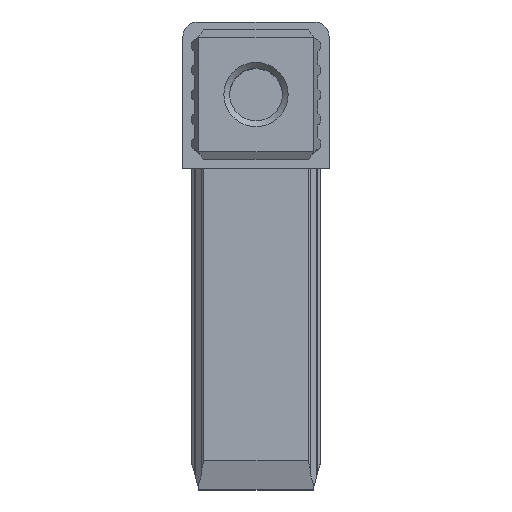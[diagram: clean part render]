
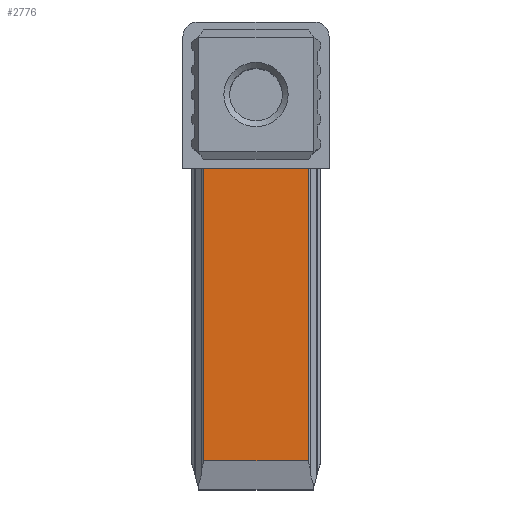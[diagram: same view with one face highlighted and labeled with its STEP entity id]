
A CAD part, top view. The second image highlights one B-rep face of the part: STEP entity #2776.
In plain terms, the highlighted planar face has unit normal (0, 0, 1).
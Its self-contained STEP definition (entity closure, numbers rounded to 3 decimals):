
#109=PLANE('',#2953);
#257=FACE_OUTER_BOUND('',#402,.T.);
#402=EDGE_LOOP('',(#2507,#2508,#2509,#2510));
#511=LINE('',#3865,#892);
#688=LINE('',#4215,#1069);
#790=LINE('',#4416,#1171);
#791=LINE('',#4418,#1172);
#892=VECTOR('',#3130,10.);
#1069=VECTOR('',#3381,10.);
#1171=VECTOR('',#3573,10.);
#1172=VECTOR('',#3576,10.);
#1292=VERTEX_POINT('',#3862);
#1293=VERTEX_POINT('',#3864);
#1428=VERTEX_POINT('',#4212);
#1429=VERTEX_POINT('',#4214);
#1567=EDGE_CURVE('',#1292,#1293,#511,.T.);
#1744=EDGE_CURVE('',#1428,#1429,#688,.T.);
#1846=EDGE_CURVE('',#1292,#1429,#790,.T.);
#1847=EDGE_CURVE('',#1293,#1428,#791,.T.);
#2507=ORIENTED_EDGE('',*,*,#1744,.F.);
#2508=ORIENTED_EDGE('',*,*,#1847,.F.);
#2509=ORIENTED_EDGE('',*,*,#1567,.F.);
#2510=ORIENTED_EDGE('',*,*,#1846,.T.);
#2776=ADVANCED_FACE('',(#257),#109,.T.);
#2953=AXIS2_PLACEMENT_3D('',#4417,#3574,#3575);
#3130=DIRECTION('',(1.,0.,0.));
#3381=DIRECTION('',(-1.,0.,0.));
#3573=DIRECTION('',(0.,-1.,0.));
#3574=DIRECTION('center_axis',(0.,0.,1.));
#3575=DIRECTION('ref_axis',(-1.,0.,0.));
#3576=DIRECTION('',(0.,-1.,0.));
#3862=CARTESIAN_POINT('',(-8.9,-12.5,11.1));
#3864=CARTESIAN_POINT('',(8.9,-12.5,11.1));
#3865=CARTESIAN_POINT('',(-1.8,-12.5,11.1));
#4212=CARTESIAN_POINT('',(8.9,-62.5,11.1));
#4214=CARTESIAN_POINT('',(-8.9,-62.5,11.1));
#4215=CARTESIAN_POINT('',(4.45,-62.5,11.1));
#4416=CARTESIAN_POINT('',(-8.9,-12.5,11.1));
#4417=CARTESIAN_POINT('Origin',(8.9,-12.5,11.1));
#4418=CARTESIAN_POINT('',(8.9,-12.5,11.1));
